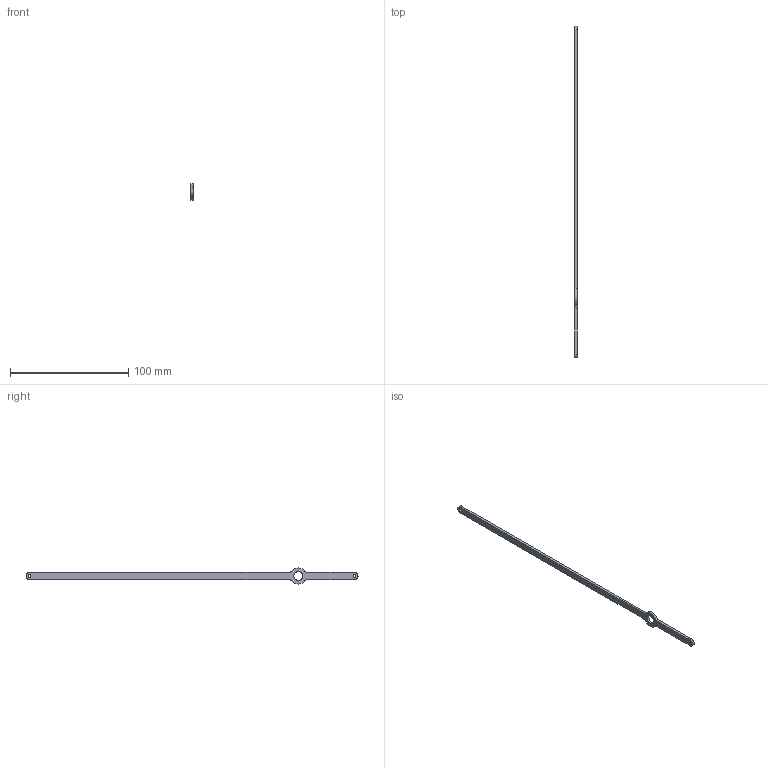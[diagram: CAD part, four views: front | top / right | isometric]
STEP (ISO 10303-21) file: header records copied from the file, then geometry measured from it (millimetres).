
FILE_DESCRIPTION(('CATIA V5 STEP Exchange'),'2;1');
FILE_NAME('Main Reciprocating Arm.stp','2024-11-23T09:23:59+00:00',('none'),('none'),'CATIA Version 5 Release 20 GA (IN-10)','CATIA V5 STEP AP203','none');
FILE_SCHEMA(('CONFIG_CONTROL_DESIGN'));
Length unit declared in the file: millimetre
Products named in the file (1): Ornithopter
Bounding box: 2 x 281 x 13.6 mm (x, y, z)
Volume: 3390.2 mm3; surface area: 4611.8 mm2
Topology: 1 solids, 1 shells, 20 faces, 54 edges, 36 vertices
Faces by surface type: cylinder 14, plane 6
Entity records: 647 total; most frequent: ORIENTED_EDGE 108, CARTESIAN_POINT 106, DIRECTION 84, EDGE_CURVE 54, AXIS2_PLACEMENT_3D 44, VERTEX_POINT 36, CIRCLE 28, VECTOR 26
